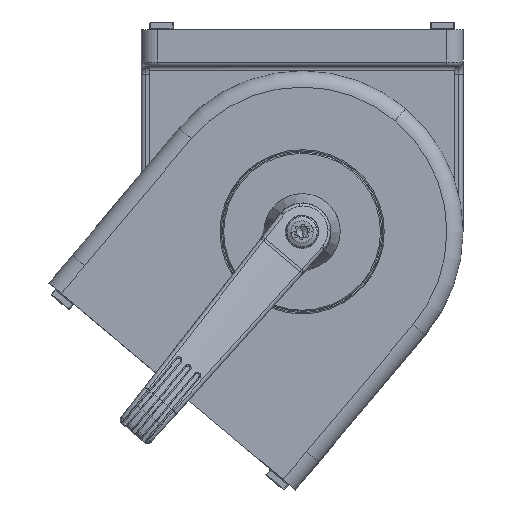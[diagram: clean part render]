
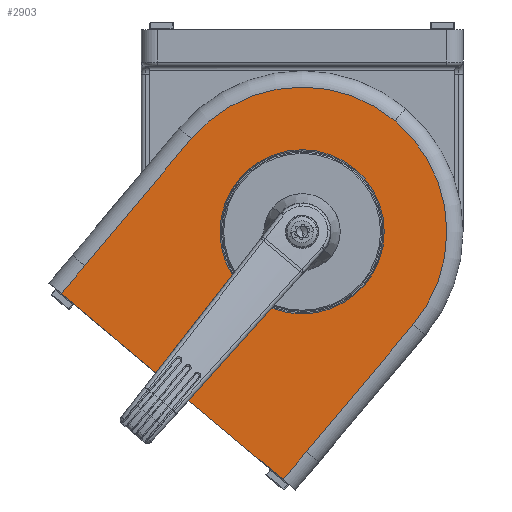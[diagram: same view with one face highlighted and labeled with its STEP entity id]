
A CAD part, front view. The second image highlights one B-rep face of the part: STEP entity #2903.
In plain terms, the highlighted planar face has unit normal (0, -1, 0).
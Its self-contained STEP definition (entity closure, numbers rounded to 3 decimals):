
#2903=ADVANCED_FACE('NONE',(#6540,#6541),#6542,.F.);
#6540=FACE_OUTER_BOUND('',#14858,.T.);
#6541=FACE_BOUND('',#14859,.T.);
#6542=PLANE('',#14860);
#14858=EDGE_LOOP('',(#24219,#24220,#24221,#24222,#24223,#24224,#24225));
#14859=EDGE_LOOP('',(#24226,#24227));
#14860=AXIS2_PLACEMENT_3D('',#24228,#24229,#24230);
#24219=ORIENTED_EDGE('',*,*,#32920,.T.);
#24220=ORIENTED_EDGE('',*,*,#32921,.T.);
#24221=ORIENTED_EDGE('',*,*,#32859,.T.);
#24222=ORIENTED_EDGE('',*,*,#32922,.T.);
#24223=ORIENTED_EDGE('',*,*,#32923,.T.);
#24224=ORIENTED_EDGE('',*,*,#32924,.T.);
#24225=ORIENTED_EDGE('',*,*,#32575,.T.);
#24226=ORIENTED_EDGE('',*,*,#32925,.F.);
#24227=ORIENTED_EDGE('',*,*,#32706,.F.);
#24228=CARTESIAN_POINT('',(4.134,-19.9,-56.991));
#24229=DIRECTION('',(0.,1.0,0.));
#24230=DIRECTION('',(0.643,0.,0.766));
#32575=EDGE_CURVE('NONE',#38175,#38176,#38177,.T.);
#32706=EDGE_CURVE('NONE',#38393,#38395,#38396,.T.);
#32859=EDGE_CURVE('NONE',#38650,#38648,#38651,.T.);
#32920=EDGE_CURVE('NONE',#38176,#38754,#38755,.T.);
#32921=EDGE_CURVE('NONE',#38754,#38650,#38756,.T.);
#32922=EDGE_CURVE('NONE',#38648,#38757,#38758,.T.);
#32923=EDGE_CURVE('NONE',#38757,#38759,#38760,.T.);
#32924=EDGE_CURVE('NONE',#38759,#38175,#38761,.T.);
#32925=EDGE_CURVE('NONE',#38395,#38393,#38762,.T.);
#38175=VERTEX_POINT('NONE',#48002);
#38176=VERTEX_POINT('NONE',#48003);
#38177=CIRCLE('',#48004,35.8);
#38393=VERTEX_POINT('NONE',#48250);
#38395=VERTEX_POINT('NONE',#48253);
#38396=CIRCLE('',#48254,20.319);
#38648=VERTEX_POINT('NONE',#48833);
#38650=VERTEX_POINT('NONE',#48835);
#38651=LINE('',#48836,#48837);
#38754=VERTEX_POINT('NONE',#48954);
#38755=LINE('',#48955,#48956);
#38756=LINE('',#48957,#48958);
#38757=VERTEX_POINT('NONE',#48959);
#38758=LINE('',#48960,#48961);
#38759=VERTEX_POINT('NONE',#48962);
#38760=LINE('',#48963,#48964);
#38761=CIRCLE('',#48965,35.8);
#38762=CIRCLE('',#48966,20.319);
#48002=CARTESIAN_POINT('',(23.012,-19.9,27.424));
#48003=CARTESIAN_POINT('',(-27.424,-19.9,23.012));
#48004=AXIS2_PLACEMENT_3D('',#56547,#56548,#56549);
#48250=CARTESIAN_POINT('',(13.061,-19.9,15.565));
#48253=CARTESIAN_POINT('',(-13.061,-19.9,-15.565));
#48254=AXIS2_PLACEMENT_3D('',#56815,#56816,#56817);
#48833=CARTESIAN_POINT('',(-4.715,-19.9,-61.314));
#48835=CARTESIAN_POINT('',(-59.564,-19.9,-15.29));
#48836=CARTESIAN_POINT('',(-66.994,-19.9,-9.055));
#48837=VECTOR('',#57001,1000.0);
#48954=CARTESIAN_POINT('',(-53.779,-19.9,-8.396));
#48955=CARTESIAN_POINT('',(-53.779,-19.9,-8.396));
#48956=VECTOR('',#57136,1000.0);
#48957=CARTESIAN_POINT('',(-59.564,-19.9,-15.29));
#48958=VECTOR('',#57137,1000.0);
#48959=CARTESIAN_POINT('',(1.07,-19.9,-54.42));
#48960=CARTESIAN_POINT('',(1.07,-19.9,-54.42));
#48961=VECTOR('',#57138,1000.0);
#48962=CARTESIAN_POINT('',(27.424,-19.9,-23.012));
#48963=CARTESIAN_POINT('',(1.07,-19.9,-54.42));
#48964=VECTOR('',#57139,1000.0);
#48965=AXIS2_PLACEMENT_3D('',#57140,#57141,#57142);
#48966=AXIS2_PLACEMENT_3D('',#57143,#57144,#57145);
#56547=CARTESIAN_POINT('',(0.,-19.9,0.));
#56548=DIRECTION('',(0.,-1.0,0.));
#56549=DIRECTION('',(0.643,0.,0.766));
#56815=CARTESIAN_POINT('',(0.,-19.9,0.));
#56816=DIRECTION('',(0.,-1.0,0.));
#56817=DIRECTION('',(0.643,0.,0.766));
#57001=DIRECTION('',(0.766,0.,-0.643));
#57136=DIRECTION('',(-0.643,0.,-0.766));
#57137=DIRECTION('',(-0.643,0.,-0.766));
#57138=DIRECTION('',(0.643,0.,0.766));
#57139=DIRECTION('',(0.643,0.,0.766));
#57140=CARTESIAN_POINT('',(0.,-19.9,0.));
#57141=DIRECTION('',(0.,-1.0,0.));
#57142=DIRECTION('',(0.643,0.,0.766));
#57143=CARTESIAN_POINT('',(0.,-19.9,0.));
#57144=DIRECTION('',(0.,-1.0,0.));
#57145=DIRECTION('',(0.643,0.,0.766));
